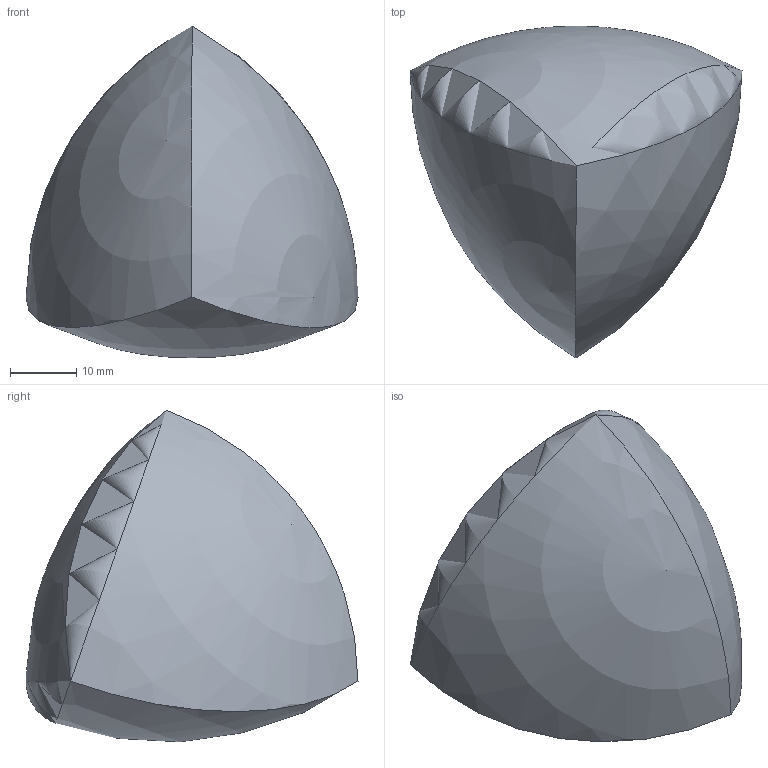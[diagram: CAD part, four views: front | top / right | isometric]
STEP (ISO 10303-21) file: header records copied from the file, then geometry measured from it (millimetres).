
FILE_DESCRIPTION(/* description */ ('STEP AP242','CAx-IF Rec.Pracs.---Representation and Presentation of Product Manufacturing Information (PMI)---4.0---2014-10-13','CAx-IF Rec.Pracs.---3D Tessellated Geometry---0.4---2014-09-14','2;1'),/* implementation_level */ '2;1');
FILE_NAME(/* name */ '6560a6d8a9c0bd0a02c3ba94',/* time_stamp */ '2023-11-24T13:36:25Z',/* author */ (''),/* organization */ (''),/* preprocessor_version */ 'ST-DEVELOPER v19.4',/* originating_system */ ' ',/* authorisation */ ' ');
FILE_SCHEMA (('AP242_MANAGED_MODEL_BASED_3D_ENGINEERING_MIM_LF { 1 0 10303 442 1 1 4 }'));
Length unit declared in the file: metre
Products named in the file (1): Meissner
Bounding box: 50 x 50 x 49.96 mm (x, y, z)
Volume: 52482.5 mm3; surface area: 7335.3 mm2
Topology: 1 solids, 1 shells, 7 faces, 23 edges, 8 vertices
Faces by surface type: sphere 4, torus 3
Entity records: 166 total; most frequent: DIRECTION 34, CARTESIAN_POINT 21, ORIENTED_EDGE 18, AXIS2_PLACEMENT_3D 17, EDGE_CURVE 9, CIRCLE 9, EDGE_LOOP 7, FACE_BOUND 7
